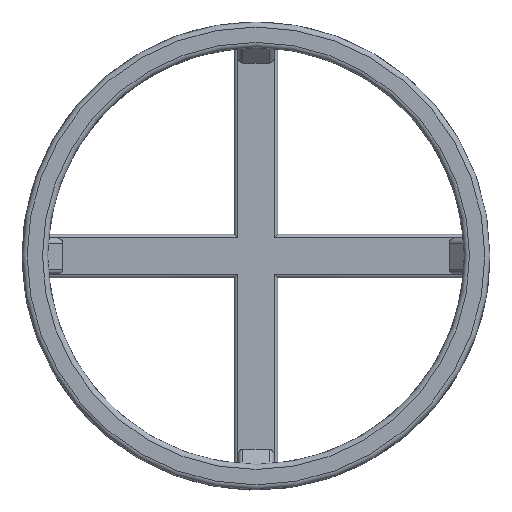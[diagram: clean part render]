
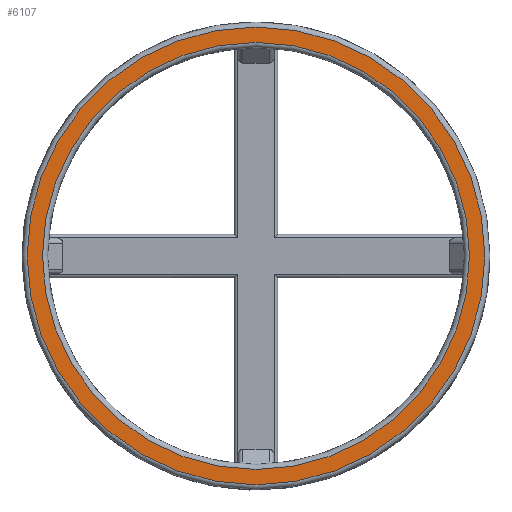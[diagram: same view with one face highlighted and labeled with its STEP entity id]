
A CAD part, top view. The second image highlights one B-rep face of the part: STEP entity #6107.
In plain terms, the highlighted planar face has unit normal (0, 0, 1).
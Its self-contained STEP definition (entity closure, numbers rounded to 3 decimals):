
#478 = TOROIDAL_SURFACE('',#479,41.75,1.);
#479 = AXIS2_PLACEMENT_3D('',#480,#481,#482);
#480 = CARTESIAN_POINT('',(0.,0.,21.));
#481 = DIRECTION('',(0.,0.,1.));
#482 = DIRECTION('',(1.,0.,-0.));
#4590 = VERTEX_POINT('',#4591);
#4591 = CARTESIAN_POINT('',(41.75,0.,22.));
#4611 = EDGE_CURVE('',#4590,#4590,#4612,.T.);
#4612 = SURFACE_CURVE('',#4613,(#4618,#4625),.PCURVE_S1.);
#4613 = CIRCLE('',#4614,41.75);
#4614 = AXIS2_PLACEMENT_3D('',#4615,#4616,#4617);
#4615 = CARTESIAN_POINT('',(0.,0.,22.));
#4616 = DIRECTION('',(0.,0.,1.));
#4617 = DIRECTION('',(1.,0.,-0.));
#4618 = PCURVE('',#478,#4619);
#4619 = DEFINITIONAL_REPRESENTATION('',(#4620),#4624);
#4620 = LINE('',#4621,#4622);
#4621 = CARTESIAN_POINT('',(0.,1.571));
#4622 = VECTOR('',#4623,1.);
#4623 = DIRECTION('',(1.,0.));
#4624 = ( GEOMETRIC_REPRESENTATION_CONTEXT(2) 
PARAMETRIC_REPRESENTATION_CONTEXT() REPRESENTATION_CONTEXT('2D SPACE',''
  ) );
#4625 = PCURVE('',#4626,#4631);
#4626 = PLANE('',#4627);
#4627 = AXIS2_PLACEMENT_3D('',#4628,#4629,#4630);
#4628 = CARTESIAN_POINT('',(0.,0.,22.));
#4629 = DIRECTION('',(0.,0.,1.));
#4630 = DIRECTION('',(1.,0.,-0.));
#4631 = DEFINITIONAL_REPRESENTATION('',(#4632),#4636);
#4632 = CIRCLE('',#4633,41.75);
#4633 = AXIS2_PLACEMENT_2D('',#4634,#4635);
#4634 = CARTESIAN_POINT('',(0.,0.));
#4635 = DIRECTION('',(1.,0.));
#4636 = ( GEOMETRIC_REPRESENTATION_CONTEXT(2) 
PARAMETRIC_REPRESENTATION_CONTEXT() REPRESENTATION_CONTEXT('2D SPACE',''
  ) );
#6107 = ADVANCED_FACE('',(#6108,#6139),#4626,.T.);
#6108 = FACE_BOUND('',#6109,.T.);
#6109 = EDGE_LOOP('',(#6110));
#6110 = ORIENTED_EDGE('',*,*,#6111,.T.);
#6111 = EDGE_CURVE('',#6112,#6112,#6114,.T.);
#6112 = VERTEX_POINT('',#6113);
#6113 = CARTESIAN_POINT('',(44.75,0.,22.));
#6114 = SURFACE_CURVE('',#6115,(#6120,#6127),.PCURVE_S1.);
#6115 = CIRCLE('',#6116,44.75);
#6116 = AXIS2_PLACEMENT_3D('',#6117,#6118,#6119);
#6117 = CARTESIAN_POINT('',(0.,0.,22.));
#6118 = DIRECTION('',(0.,0.,1.));
#6119 = DIRECTION('',(1.,0.,-0.));
#6120 = PCURVE('',#4626,#6121);
#6121 = DEFINITIONAL_REPRESENTATION('',(#6122),#6126);
#6122 = CIRCLE('',#6123,44.75);
#6123 = AXIS2_PLACEMENT_2D('',#6124,#6125);
#6124 = CARTESIAN_POINT('',(0.,0.));
#6125 = DIRECTION('',(1.,0.));
#6126 = ( GEOMETRIC_REPRESENTATION_CONTEXT(2) 
PARAMETRIC_REPRESENTATION_CONTEXT() REPRESENTATION_CONTEXT('2D SPACE',''
  ) );
#6127 = PCURVE('',#6128,#6133);
#6128 = TOROIDAL_SURFACE('',#6129,44.75,1.);
#6129 = AXIS2_PLACEMENT_3D('',#6130,#6131,#6132);
#6130 = CARTESIAN_POINT('',(0.,0.,21.));
#6131 = DIRECTION('',(0.,0.,1.));
#6132 = DIRECTION('',(1.,0.,-0.));
#6133 = DEFINITIONAL_REPRESENTATION('',(#6134),#6138);
#6134 = LINE('',#6135,#6136);
#6135 = CARTESIAN_POINT('',(0.,1.571));
#6136 = VECTOR('',#6137,1.);
#6137 = DIRECTION('',(1.,0.));
#6138 = ( GEOMETRIC_REPRESENTATION_CONTEXT(2) 
PARAMETRIC_REPRESENTATION_CONTEXT() REPRESENTATION_CONTEXT('2D SPACE',''
  ) );
#6139 = FACE_BOUND('',#6140,.T.);
#6140 = EDGE_LOOP('',(#6141));
#6141 = ORIENTED_EDGE('',*,*,#4611,.F.);
